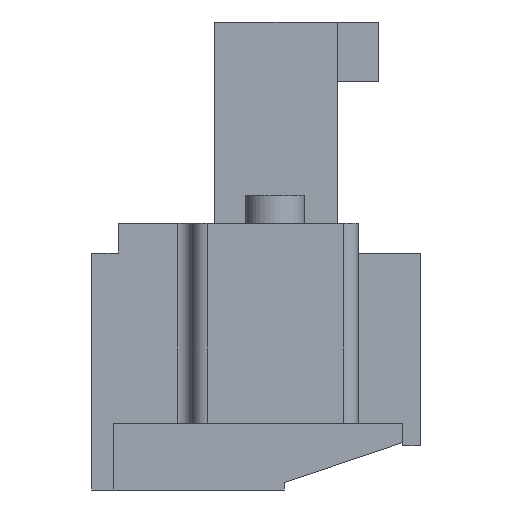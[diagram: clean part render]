
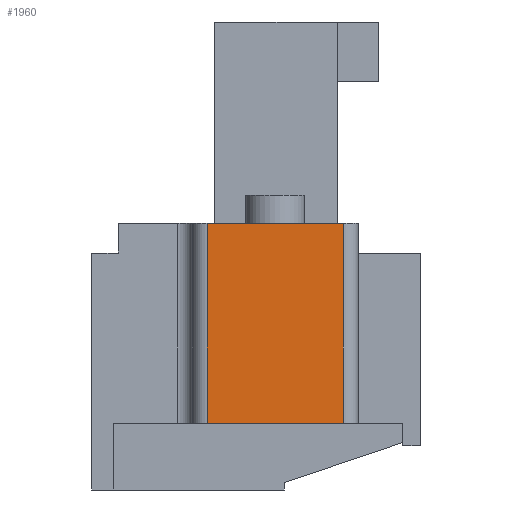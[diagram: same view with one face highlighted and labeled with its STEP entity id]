
A CAD part, left-side view. The second image highlights one B-rep face of the part: STEP entity #1960.
In plain terms, the highlighted planar face has unit normal (-1, 0, 0).
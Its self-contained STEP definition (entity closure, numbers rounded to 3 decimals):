
#1960 = ADVANCED_FACE( '', ( #4080 ), #4081, .T. );
#4080 = FACE_OUTER_BOUND( '', #6426, .T. );
#4081 = PLANE( '', #6427 );
#6426 = EDGE_LOOP( '', ( #11412, #11413, #11414, #11415 ) );
#6427 = AXIS2_PLACEMENT_3D( '', #11416, #11417, #11418 );
#11412 = ORIENTED_EDGE( '', *, *, #14402, .T. );
#11413 = ORIENTED_EDGE( '', *, *, #15596, .T. );
#11414 = ORIENTED_EDGE( '', *, *, #15932, .T. );
#11415 = ORIENTED_EDGE( '', *, *, #14807, .T. );
#11416 = CARTESIAN_POINT( '', ( -20.44, 0., 0. ) );
#11417 = DIRECTION( '', ( -1., 0., 0. ) );
#11418 = DIRECTION( '', ( 0., 0., 1. ) );
#14402 = EDGE_CURVE( '', #17401, #17399, #17402, .T. );
#14807 = EDGE_CURVE( '', #18068, #17401, #18071, .T. );
#15596 = EDGE_CURVE( '', #17399, #19258, #19260, .T. );
#15932 = EDGE_CURVE( '', #19258, #18068, #19700, .T. );
#17399 = VERTEX_POINT( '', #21636 );
#17401 = VERTEX_POINT( '', #21638 );
#17402 = LINE( '', #21639, #21640 );
#18068 = VERTEX_POINT( '', #22610 );
#18071 = LINE( '', #22614, #22615 );
#19258 = VERTEX_POINT( '', #24423 );
#19260 = LINE( '', #24425, #24426 );
#19700 = LINE( '', #25128, #25129 );
#21636 = CARTESIAN_POINT( '', ( -20.44, 1.05, 5. ) );
#21638 = CARTESIAN_POINT( '', ( -20.44, -3.55, 5. ) );
#21639 = CARTESIAN_POINT( '', ( -20.44, -4.05, 5. ) );
#21640 = VECTOR( '', #26434, 1000. );
#22610 = CARTESIAN_POINT( '', ( -20.44, -3.55, -1.75 ) );
#22614 = CARTESIAN_POINT( '', ( -20.44, -3.55, 5. ) );
#22615 = VECTOR( '', #26815, 1000. );
#24423 = CARTESIAN_POINT( '', ( -20.44, 1.05, -1.75 ) );
#24425 = CARTESIAN_POINT( '', ( -20.44, 1.05, -1.75 ) );
#24426 = VECTOR( '', #27548, 1000. );
#25128 = CARTESIAN_POINT( '', ( -20.44, 1.55, -1.75 ) );
#25129 = VECTOR( '', #27817, 1000. );
#26434 = DIRECTION( '', ( 0., 1., 0. ) );
#26815 = DIRECTION( '', ( 0., 0., 1. ) );
#27548 = DIRECTION( '', ( 0., 0., -1. ) );
#27817 = DIRECTION( '', ( 0., -1., 0. ) );
